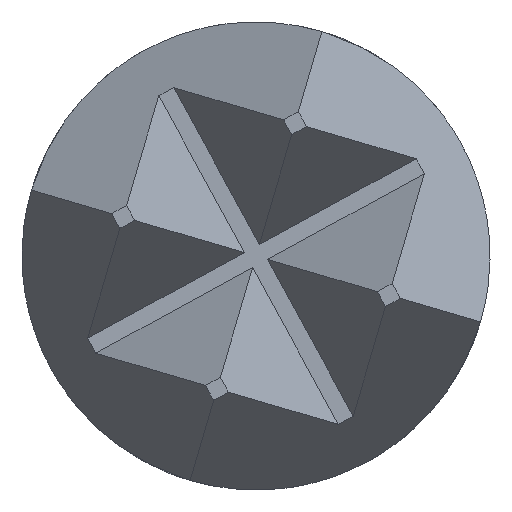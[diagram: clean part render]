
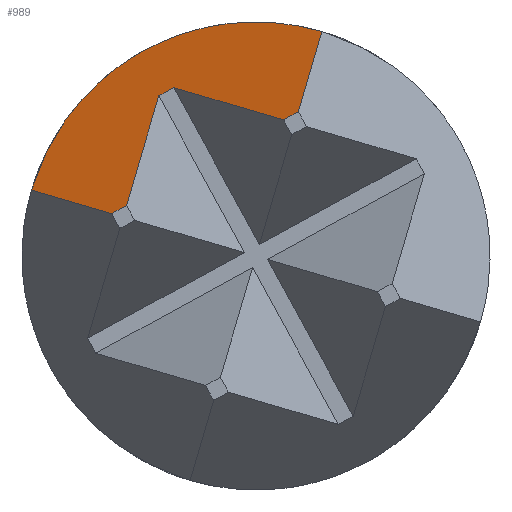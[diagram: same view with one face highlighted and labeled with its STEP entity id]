
A CAD part, left-side view. The second image highlights one B-rep face of the part: STEP entity #989.
In plain terms, the highlighted planar face has unit normal (-0.5, 0.415, 0.76).
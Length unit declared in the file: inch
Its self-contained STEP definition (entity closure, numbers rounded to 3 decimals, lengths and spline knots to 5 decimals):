
#25 = CARTESIAN_POINT ( 'NONE',  ( -0.27824, 0.02185, 0.0232 ) ) ;
#41 = EDGE_CURVE ( 'NONE', #1026, #614, #1339, .T. ) ;
#51 = CARTESIAN_POINT ( 'NONE',  ( -0.31, -0.00498, 0.01696 ) ) ;
#65 = CARTESIAN_POINT ( 'NONE',  ( -0.0342, 0.23303, 0.06841 ) ) ;
#118 = LINE ( 'NONE', #1030, #164 ) ;
#160 = ORIENTED_EDGE ( 'NONE', *, *, #995, .F. ) ;
#164 = VECTOR ( 'NONE', #951, 39.37008 ) ;
#184 = ORIENTED_EDGE ( 'NONE', *, *, #594, .F. ) ;
#186 = ORIENTED_EDGE ( 'NONE', *, *, #1050, .F. ) ;
#191 = DIRECTION ( 'NONE',  ( -0.775, 0.178, -0.607 ) ) ;
#209 = LINE ( 'NONE', #832, #1469 ) ;
#260 =( BOUNDED_CURVE ( )  B_SPLINE_CURVE ( 3, ( #560, #25, #580, #589 ),
 .UNSPECIFIED., .F., .F. ) 
 B_SPLINE_CURVE_WITH_KNOTS ( ( 4, 4 ),
 ( 5.49779, 7.06858 ),
 .UNSPECIFIED. ) 
 CURVE ( )  GEOMETRIC_REPRESENTATION_ITEM ( )  RATIONAL_B_SPLINE_CURVE ( ( 1., 0.805, 0.805, 1. ) ) 
 REPRESENTATION_ITEM ( '' )  );
#284 = ORIENTED_EDGE ( 'NONE', *, *, #946, .F. ) ;
#320 = EDGE_CURVE ( 'NONE', #1108, #1124, #118, .T. ) ;
#340 = FACE_OUTER_BOUND ( 'NONE', #1296, .T. ) ;
#389 = VERTEX_POINT ( 'NONE', #848 ) ;
#431 = EDGE_CURVE ( 'NONE', #614, #1108, #1029, .T. ) ;
#490 = ORIENTED_EDGE ( 'NONE', *, *, #41, .F. ) ;
#560 = CARTESIAN_POINT ( 'NONE',  ( -0.29797, 0.02639, 0.00775 ) ) ;
#580 = CARTESIAN_POINT ( 'NONE',  ( -0.27824, 0.00771, 0.03092 ) ) ;
#589 = CARTESIAN_POINT ( 'NONE',  ( -0.29797, -0.00775, 0.02639 ) ) ;
#592 = ORIENTED_EDGE ( 'NONE', *, *, #732, .F. ) ;
#594 = EDGE_CURVE ( 'NONE', #1188, #1026, #1267, .T. ) ;
#614 = VERTEX_POINT ( 'NONE', #1481 ) ;
#663 = ORIENTED_EDGE ( 'NONE', *, *, #431, .F. ) ;
#717 = PLANE ( 'NONE',  #853 ) ;
#732 = EDGE_CURVE ( 'NONE', #1124, #389, #1010, .T. ) ;
#770 = CARTESIAN_POINT ( 'NONE',  ( -0.05997, -0.0423, 0.20182 ) ) ;
#783 = CARTESIAN_POINT ( 'NONE',  ( -0.27778, -0.63823, 0.38398 ) ) ;
#789 = DIRECTION ( 'NONE',  ( -0.5, 0.415, 0.76 ) ) ;
#798 = DIRECTION ( 'NONE',  ( 0.866, 0.24, 0.439 ) ) ;
#802 = LINE ( 'NONE', #961, #1011 ) ;
#822 = VECTOR ( 'NONE', #1355, 39.37008 ) ;
#832 = CARTESIAN_POINT ( 'NONE',  ( -0.31, -0.64714, 0.36765 ) ) ;
#840 = DIRECTION ( 'NONE',  ( 0., 0.878, -0.479 ) ) ;
#848 = CARTESIAN_POINT ( 'NONE',  ( -0.29797, 0.02639, 0.00775 ) ) ;
#853 = AXIS2_PLACEMENT_3D ( 'NONE', #783, #789, #798 ) ;
#946 = EDGE_CURVE ( 'NONE', #389, #1400, #260, .T. ) ;
#951 = DIRECTION ( 'NONE',  ( 0., 0.878, -0.479 ) ) ;
#956 = CARTESIAN_POINT ( 'NONE',  ( -0.29355, 0.00967, 0.01979 ) ) ;
#961 = CARTESIAN_POINT ( 'NONE',  ( -0.0342, -0.06841, 0.23303 ) ) ;
#970 = CARTESIAN_POINT ( 'NONE',  ( -0.29355, 0.01142, 0.01883 ) ) ;
#975 = DIRECTION ( 'NONE',  ( 0., 0.878, -0.479 ) ) ;
#976 = DIRECTION ( 'NONE',  ( 0.775, 0.607, 0.178 ) ) ;
#987 = DIRECTION ( 'NONE',  ( -0.775, 0.178, -0.607 ) ) ;
#989 = ADVANCED_FACE ( 'NONE', ( #340 ), #717, .T. ) ;
#995 = EDGE_CURVE ( 'NONE', #1369, #1188, #209, .T. ) ;
#1009 = VECTOR ( 'NONE', #191, 39.37008 ) ;
#1010 = LINE ( 'NONE', #65, #1702 ) ;
#1011 = VECTOR ( 'NONE', #987, 39.37008 ) ;
#1026 = VERTEX_POINT ( 'NONE', #956 ) ;
#1029 = LINE ( 'NONE', #770, #1009 ) ;
#1030 = CARTESIAN_POINT ( 'NONE',  ( -0.31, -0.64714, 0.36765 ) ) ;
#1050 = EDGE_CURVE ( 'NONE', #1400, #1369, #802, .T. ) ;
#1107 = CARTESIAN_POINT ( 'NONE',  ( -0.31, 0.01521, 0.00594 ) ) ;
#1108 = VERTEX_POINT ( 'NONE', #1107 ) ;
#1110 = ORIENTED_EDGE ( 'NONE', *, *, #320, .F. ) ;
#1117 = CARTESIAN_POINT ( 'NONE',  ( -0.31, 0.01696, 0.00498 ) ) ;
#1124 = VERTEX_POINT ( 'NONE', #1117 ) ;
#1188 = VERTEX_POINT ( 'NONE', #1714 ) ;
#1267 = LINE ( 'NONE', #1281, #822 ) ;
#1281 = CARTESIAN_POINT ( 'NONE',  ( -0.05997, 0.19266, 0.07351 ) ) ;
#1296 = EDGE_LOOP ( 'NONE', ( #284, #592, #1110, #663, #490, #184, #160, #186 ) ) ;
#1314 = VECTOR ( 'NONE', #975, 39.37008 ) ;
#1339 = LINE ( 'NONE', #970, #1314 ) ;
#1355 = DIRECTION ( 'NONE',  ( 0.775, 0.607, 0.178 ) ) ;
#1369 = VERTEX_POINT ( 'NONE', #51 ) ;
#1400 = VERTEX_POINT ( 'NONE', #1470 ) ;
#1469 = VECTOR ( 'NONE', #840, 39.37008 ) ;
#1470 = CARTESIAN_POINT ( 'NONE',  ( -0.29797, -0.00775, 0.02639 ) ) ;
#1481 = CARTESIAN_POINT ( 'NONE',  ( -0.29355, 0.01142, 0.01883 ) ) ;
#1702 = VECTOR ( 'NONE', #976, 39.37008 ) ;
#1714 = CARTESIAN_POINT ( 'NONE',  ( -0.31, -0.00322, 0.016 ) ) ;
